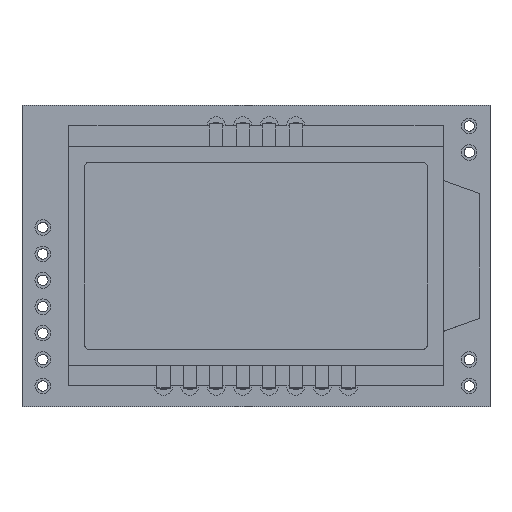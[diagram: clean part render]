
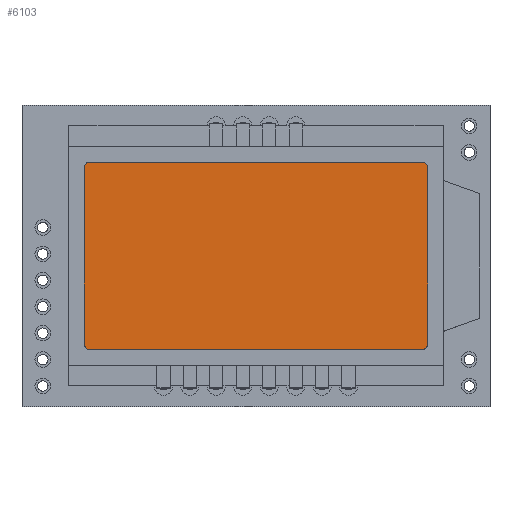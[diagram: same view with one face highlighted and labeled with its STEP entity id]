
A CAD part, top view. The second image highlights one B-rep face of the part: STEP entity #6103.
In plain terms, the highlighted planar face has unit normal (0, 0, 1).
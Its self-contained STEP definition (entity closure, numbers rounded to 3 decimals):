
#247=PLANE('',#6631);
#589=FACE_OUTER_BOUND('',#1033,.T.);
#1033=EDGE_LOOP('',(#4848,#4849,#4850,#4851,#4852,#4853,#4854,#4855));
#1488=LINE('',#9429,#2131);
#1493=LINE('',#9442,#2136);
#1497=LINE('',#9459,#2140);
#1501=LINE('',#9469,#2144);
#2131=VECTOR('',#7787,10.);
#2136=VECTOR('',#7800,10.);
#2140=VECTOR('',#7818,10.);
#2144=VECTOR('',#7830,10.);
#2636=CIRCLE('',#6618,0.5);
#2638=CIRCLE('',#6622,0.5);
#2640=CIRCLE('',#6625,0.5);
#2642=CIRCLE('',#6629,0.5);
#2971=VERTEX_POINT('',#9426);
#2972=VERTEX_POINT('',#9428);
#2974=VERTEX_POINT('',#9434);
#2976=VERTEX_POINT('',#9440);
#2978=VERTEX_POINT('',#9446);
#2980=VERTEX_POINT('',#9452);
#2982=VERTEX_POINT('',#9458);
#2984=VERTEX_POINT('',#9464);
#3648=EDGE_CURVE('',#2972,#2971,#1488,.T.);
#3652=EDGE_CURVE('',#2971,#2974,#2636,.T.);
#3655=EDGE_CURVE('',#2974,#2976,#1493,.T.);
#3658=EDGE_CURVE('',#2976,#2978,#2638,.T.);
#3660=EDGE_CURVE('',#2980,#2972,#2640,.T.);
#3663=EDGE_CURVE('',#2982,#2980,#1497,.T.);
#3666=EDGE_CURVE('',#2984,#2982,#2642,.T.);
#3669=EDGE_CURVE('',#2978,#2984,#1501,.T.);
#4848=ORIENTED_EDGE('',*,*,#3669,.T.);
#4849=ORIENTED_EDGE('',*,*,#3666,.T.);
#4850=ORIENTED_EDGE('',*,*,#3663,.T.);
#4851=ORIENTED_EDGE('',*,*,#3660,.T.);
#4852=ORIENTED_EDGE('',*,*,#3648,.T.);
#4853=ORIENTED_EDGE('',*,*,#3652,.T.);
#4854=ORIENTED_EDGE('',*,*,#3655,.T.);
#4855=ORIENTED_EDGE('',*,*,#3658,.T.);
#6103=ADVANCED_FACE('',(#589),#247,.T.);
#6618=AXIS2_PLACEMENT_3D('',#9436,#7794,#7795);
#6622=AXIS2_PLACEMENT_3D('',#9448,#7806,#7807);
#6625=AXIS2_PLACEMENT_3D('',#9453,#7812,#7813);
#6629=AXIS2_PLACEMENT_3D('',#9465,#7824,#7825);
#6631=AXIS2_PLACEMENT_3D('',#9470,#7831,#7832);
#7787=DIRECTION('',(0.,-1.,0.));
#7794=DIRECTION('center_axis',(0.,0.,1.));
#7795=DIRECTION('ref_axis',(-1.,0.,0.));
#7800=DIRECTION('',(1.,0.,0.));
#7806=DIRECTION('center_axis',(0.,0.,1.));
#7807=DIRECTION('ref_axis',(0.,-1.,0.));
#7812=DIRECTION('center_axis',(0.,0.,1.));
#7813=DIRECTION('ref_axis',(0.,1.,0.));
#7818=DIRECTION('',(-1.,0.,0.));
#7824=DIRECTION('center_axis',(0.,0.,1.));
#7825=DIRECTION('ref_axis',(1.,0.,0.));
#7830=DIRECTION('',(0.,1.,0.));
#7831=DIRECTION('center_axis',(0.,0.,1.));
#7832=DIRECTION('ref_axis',(-1.,0.,0.));
#9426=CARTESIAN_POINT('',(6.,6.,7.75));
#9428=CARTESIAN_POINT('',(6.,23.,7.75));
#9429=CARTESIAN_POINT('',(6.,6.,7.75));
#9434=CARTESIAN_POINT('',(6.5,5.5,7.75));
#9436=CARTESIAN_POINT('Origin',(6.5,6.,7.75));
#9440=CARTESIAN_POINT('',(38.5,5.5,7.75));
#9442=CARTESIAN_POINT('',(38.5,5.5,7.75));
#9446=CARTESIAN_POINT('',(39.,6.,7.75));
#9448=CARTESIAN_POINT('Origin',(38.5,6.,7.75));
#9452=CARTESIAN_POINT('',(6.5,23.5,7.75));
#9453=CARTESIAN_POINT('Origin',(6.5,23.,7.75));
#9458=CARTESIAN_POINT('',(38.5,23.5,7.75));
#9459=CARTESIAN_POINT('',(6.5,23.5,7.75));
#9464=CARTESIAN_POINT('',(39.,23.,7.75));
#9465=CARTESIAN_POINT('Origin',(38.5,23.,7.75));
#9469=CARTESIAN_POINT('',(39.,23.,7.75));
#9470=CARTESIAN_POINT('Origin',(22.5,14.5,7.75));
